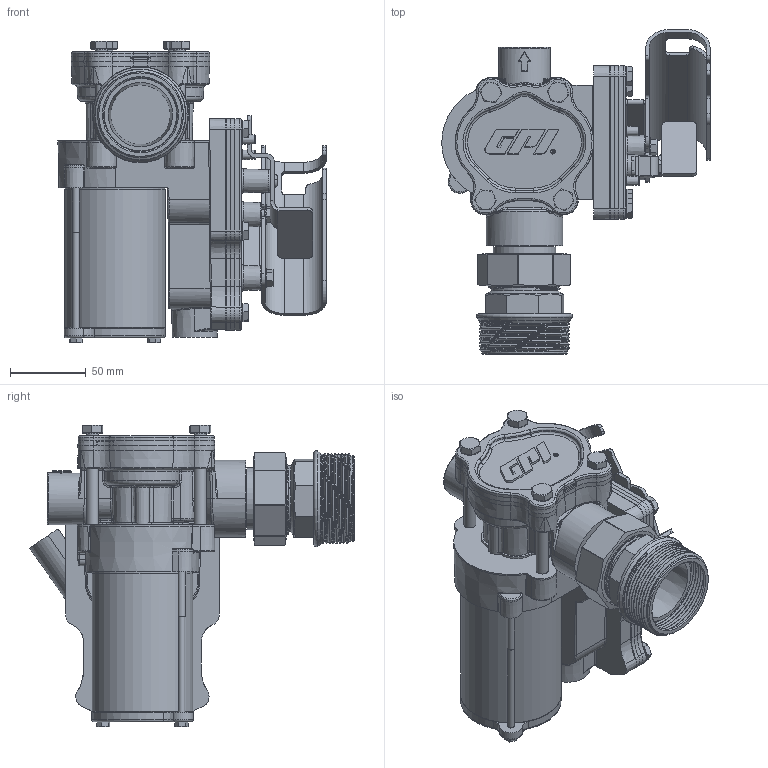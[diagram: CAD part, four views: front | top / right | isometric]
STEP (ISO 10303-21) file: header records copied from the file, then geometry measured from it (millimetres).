
FILE_DESCRIPTION(/* description */ (''),/* implementation_level */ '2;1');
FILE_NAME(/* name */ 'EZ-8 Spin Collar.stp',/* time_stamp */ '2022-09-08T12:56:33-05:00',/* author */ ('gdanhar'),/* organization */ (''),/* preprocessor_version */ 'ST-DEVELOPER v18.1',/* originating_system */ 'Autodesk Inventor 2022',/* authorisation */ '');
FILE_SCHEMA (('AUTOMOTIVE_DESIGN { 1 0 10303 214 3 1 1 }'));
Length unit declared in the file: inch
Products named in the file (1): EZ-8 Spin Collar
Bounding box: 177.5 x 214.68 x 199.19 mm (x, y, z)
Volume: 1443829.3 mm3; surface area: 200735.6 mm2
Topology: 1 solids, 4 shells, 2884 faces, 7423 edges, 4710 vertices
Faces by surface type: plane 1397, bspline 696, cylinder 371, cone 261, torus 136, sphere 23
Full cylindrical faces by diameter (mm): 4.242 x2, 4.724 x2, 6.35 x1, 6.604 x1, 7.938 x8, 11.125 x6, 11.989 x6, 12.7 x6, 19.05 x1, 34.29 x1, 37.846 x1, 41.25 x2, 42.012 x1, 44.45 x1, 45.644 x7, 48.875 x7, 50.8 x1, 56.733 x7, 56.744 x1, 59.914 x7, 66.04 x1, 66.675 x1
Entity records: 108996 total; most frequent: CARTESIAN_POINT 40856, ORIENTED_EDGE 14786, DIRECTION 11407, EDGE_CURVE 7393, VERTEX_POINT 4692, LINE 4113, VECTOR 4113, AXIS2_PLACEMENT_3D 3647
